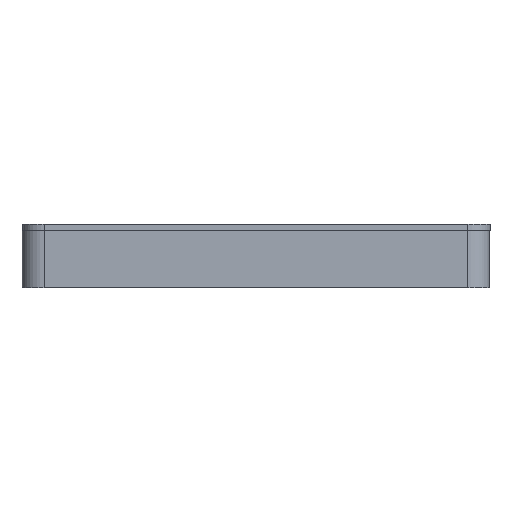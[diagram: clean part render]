
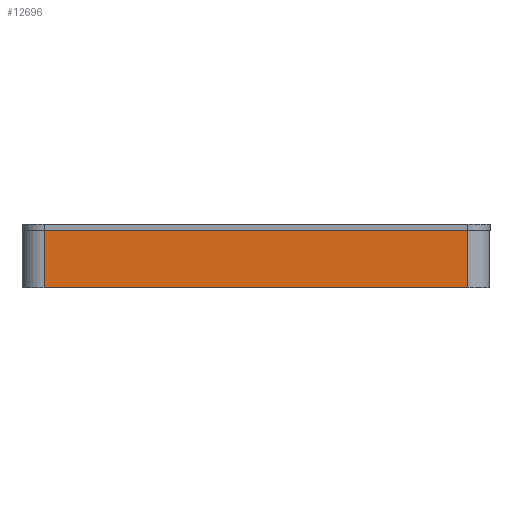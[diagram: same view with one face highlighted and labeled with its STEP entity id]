
A CAD part, front view. The second image highlights one B-rep face of the part: STEP entity #12696.
In plain terms, the highlighted planar face has unit normal (0, -1, 0).
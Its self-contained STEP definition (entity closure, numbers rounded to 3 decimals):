
#1258=PLANE('',#13317);
#1796=FACE_OUTER_BOUND('',#2511,.T.);
#2511=EDGE_LOOP('',(#11057,#11058,#11059,#11060));
#3659=LINE('',#22988,#4736);
#3667=LINE('',#23016,#4744);
#3668=LINE('',#23019,#4745);
#3690=LINE('',#23083,#4767);
#4736=VECTOR('',#15219,10.);
#4744=VECTOR('',#15245,10.);
#4745=VECTOR('',#15248,10.);
#4767=VECTOR('',#15320,10.);
#6223=VERTEX_POINT('',#22985);
#6224=VERTEX_POINT('',#22987);
#6235=VERTEX_POINT('',#23014);
#6236=VERTEX_POINT('',#23018);
#7865=EDGE_CURVE('',#6223,#6224,#3659,.T.);
#7880=EDGE_CURVE('',#6235,#6223,#3667,.T.);
#7881=EDGE_CURVE('',#6224,#6236,#3668,.T.);
#7913=EDGE_CURVE('',#6236,#6235,#3690,.T.);
#11057=ORIENTED_EDGE('',*,*,#7880,.F.);
#11058=ORIENTED_EDGE('',*,*,#7913,.F.);
#11059=ORIENTED_EDGE('',*,*,#7881,.F.);
#11060=ORIENTED_EDGE('',*,*,#7865,.F.);
#12696=ADVANCED_FACE('',(#1796),#1258,.T.);
#13317=AXIS2_PLACEMENT_3D('',#23082,#15318,#15319);
#15219=DIRECTION('',(0.,0.,-1.));
#15245=DIRECTION('',(1.,0.,0.));
#15248=DIRECTION('',(-1.,0.,0.));
#15318=DIRECTION('center_axis',(0.,-1.,0.));
#15319=DIRECTION('ref_axis',(0.,0.,-1.));
#15320=DIRECTION('',(0.,0.,1.));
#22985=CARTESIAN_POINT('',(13.,-9.514,4.514));
#22987=CARTESIAN_POINT('',(13.,-9.514,-91.211));
#22988=CARTESIAN_POINT('',(13.,-9.514,-96.211));
#23014=CARTESIAN_POINT('',(0.,-9.514,4.514));
#23016=CARTESIAN_POINT('',(0.,-9.514,4.514));
#23018=CARTESIAN_POINT('',(0.,-9.514,-91.211));
#23019=CARTESIAN_POINT('',(0.,-9.514,-91.211));
#23082=CARTESIAN_POINT('Origin',(0.,-9.514,9.514));
#23083=CARTESIAN_POINT('',(0.,-9.514,-96.211));
